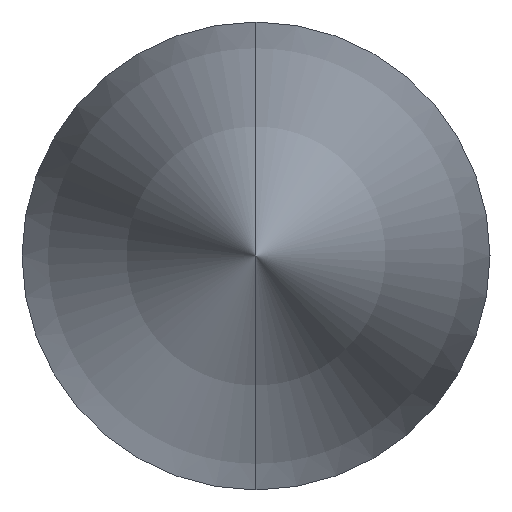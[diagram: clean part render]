
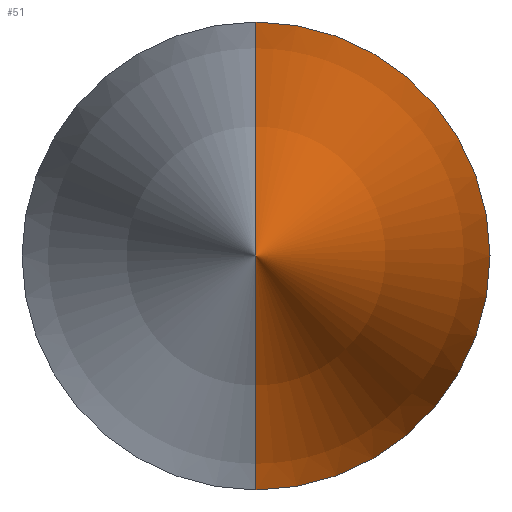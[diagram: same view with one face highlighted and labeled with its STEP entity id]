
A CAD part, left-side view. The second image highlights one B-rep face of the part: STEP entity #51.
In plain terms, the highlighted toroidal (fillet/blend) face has major radius 26.286 mm and minor radius 27.786 mm.
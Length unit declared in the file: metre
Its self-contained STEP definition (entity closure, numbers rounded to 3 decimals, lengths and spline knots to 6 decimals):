
#51=ADVANCED_FACE('0:600',(#58),#59,.T.);
#58=FACE_OUTER_BOUND('',#69,.T.);
#59=TOROIDAL_SURFACE('',#70,-0.026286,0.027786);
#69=EDGE_LOOP('',(#80,#81,#82));
#70=AXIS2_PLACEMENT_3D('',#83,#84,#85);
#80=ORIENTED_EDGE('',*,*,#112,.T.);
#81=ORIENTED_EDGE('',*,*,#113,.T.);
#82=ORIENTED_EDGE('',*,*,#114,.F.);
#83=CARTESIAN_POINT('',(0.009006,0.0,0.0));
#84=DIRECTION('',(1.0,0.0,0.0));
#85=DIRECTION('',(0.0,0.0,-1.0));
#112=EDGE_CURVE('',#120,#121,#122,.T.);
#113=EDGE_CURVE('',#121,#123,#124,.T.);
#114=EDGE_CURVE('4:68',#120,#123,#125,.T.);
#120=VERTEX_POINT('',#133);
#121=VERTEX_POINT('',#134);
#122=CIRCLE('',#135,0.027786);
#123=VERTEX_POINT('',#136);
#124=CIRCLE('',#137,0.027786);
#125=CIRCLE('',#138,0.0015);
#133=CARTESIAN_POINT('',(0.009,0.,0.0015));
#134=CARTESIAN_POINT('',(0.,0.0,0.));
#135=AXIS2_PLACEMENT_3D('',#148,#149,#150);
#136=CARTESIAN_POINT('',(0.009,0.0,-0.0015));
#137=AXIS2_PLACEMENT_3D('',#151,#152,#153);
#138=AXIS2_PLACEMENT_3D('',#154,#155,#156);
#148=CARTESIAN_POINT('',(0.009006,0.,-0.026286));
#149=DIRECTION('',(0.0,-1.0,0.));
#150=DIRECTION('',(0.0,0.,1.0));
#151=CARTESIAN_POINT('',(0.009006,0.,0.026286));
#152=DIRECTION('',(0.0,-1.0,0.));
#153=DIRECTION('',(0.0,0.,-1.0));
#154=CARTESIAN_POINT('',(0.009,0.0,0.0));
#155=DIRECTION('',(1.0,0.0,0.0));
#156=DIRECTION('',(0.0,0.0,-1.0));
